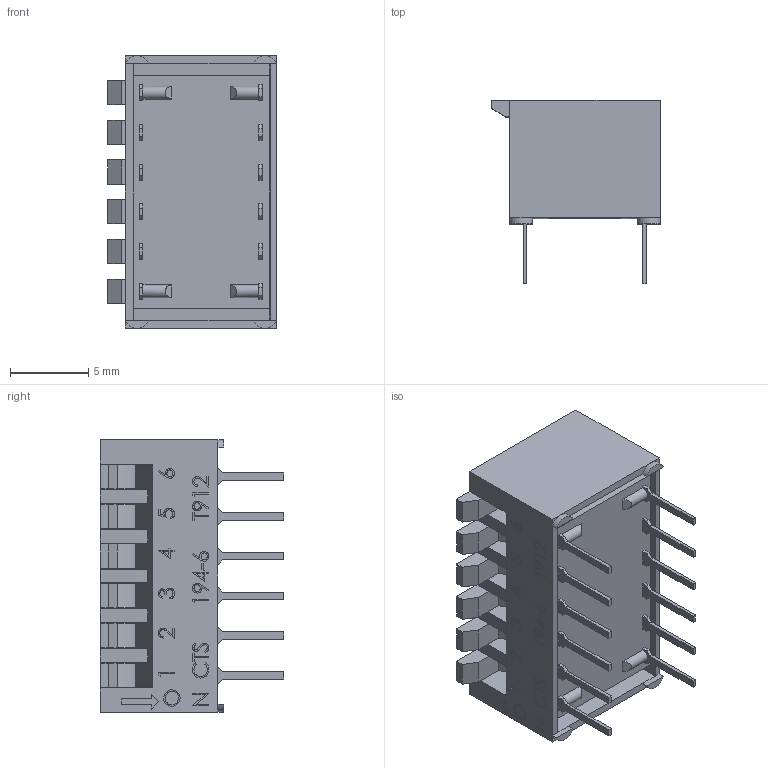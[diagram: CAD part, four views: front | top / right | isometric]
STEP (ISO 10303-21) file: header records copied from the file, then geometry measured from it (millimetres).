
FILE_DESCRIPTION (( 'STEP AP214' ), '1' );
FILE_NAME ('194-6MS.STEP', '2019-05-24T05:53:27', ( '' ), ( '' ), 'SwSTEP 2.0', 'SolidWorks 2019', '' );
FILE_SCHEMA (( 'AUTOMOTIVE_DESIGN' ));
Length unit declared in the file: millimetre
Products named in the file (4): 194-6MS; 193-56-001; 194-40-106; 194-6 pole assembly
Assembly tree (8 placements, depth 2):
  194-6MS
    194-40-106
    193-56-001  x6
    194-6 pole assembly
Bounding box: 10.79 x 11.71 x 17.42 mm (x, y, z)
Volume: 903.5 mm3; surface area: 1999.7 mm2
Topology: 8 solids, 8 shells, 529 faces, 1433 edges, 949 vertices
Faces by surface type: plane 389, bspline 102, cylinder 38
Entity records: 20691 total; most frequent: CARTESIAN_POINT 9014, ORIENTED_EDGE 2566, DIRECTION 1870, EDGE_CURVE 1283, LINE 1036, VECTOR 1036, VERTEX_POINT 849, EDGE_LOOP 510
